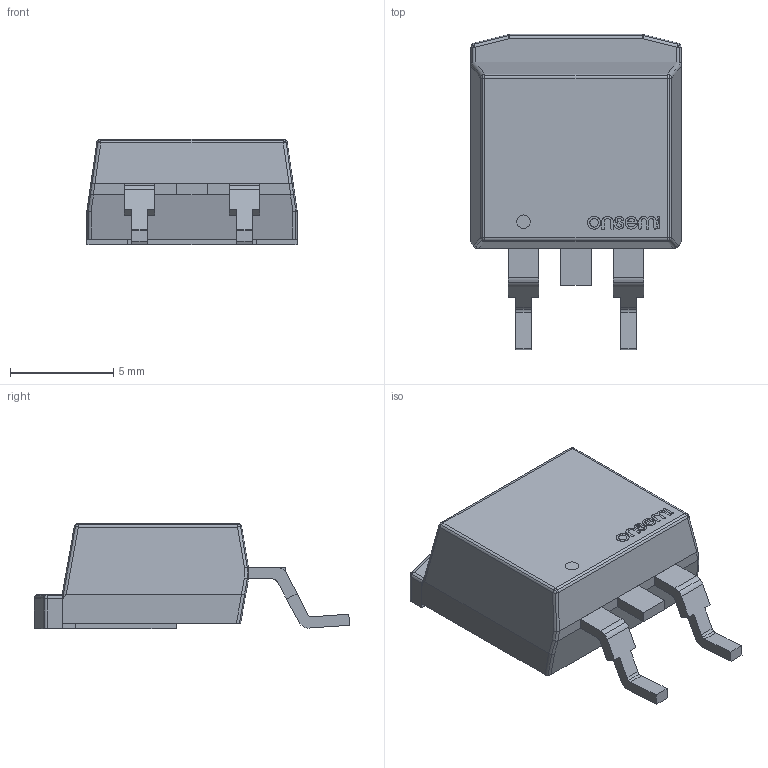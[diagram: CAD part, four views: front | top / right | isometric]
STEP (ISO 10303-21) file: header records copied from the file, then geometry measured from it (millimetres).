
FILE_DESCRIPTION (( 'STEP AP214' ), '1' );
FILE_NAME ('FQB22P10TM.STEP', '2024-08-14T10:02:54', ( '' ), ( '' ), 'SwSTEP 2.0', 'SolidWorks 2022', '' );
FILE_SCHEMA (( 'AUTOMOTIVE_DESIGN' ));
Length unit declared in the file: millimetre
Products named in the file (4): 1.step; FQB22P10TM; ONsemi Updated Logo^On_Semi_-_FQB22P10TM.step; 2^On_Semi_-_FQB22P10TM.step
Assembly tree (3 placements, depth 2):
  FQB22P10TM
    1.step
    2^On_Semi_-_FQB22P10TM.step
    ONsemi Updated Logo^On_Semi_-_FQB22P10TM.step
Bounding box: 10.16 x 15.24 x 5.08 mm (x, y, z)
Volume: 447 mm3; surface area: 523.7 mm2
Topology: 13 solids, 13 shells, 244 faces, 626 edges, 408 vertices
Faces by surface type: plane 88, bspline 76, cylinder 64, sphere 16
Entity records: 8030 total; most frequent: CARTESIAN_POINT 2374, ORIENTED_EDGE 1252, DIRECTION 904, EDGE_CURVE 626, VERTEX_POINT 408, VECTOR 324, LINE 324, AXIS2_PLACEMENT_3D 290
